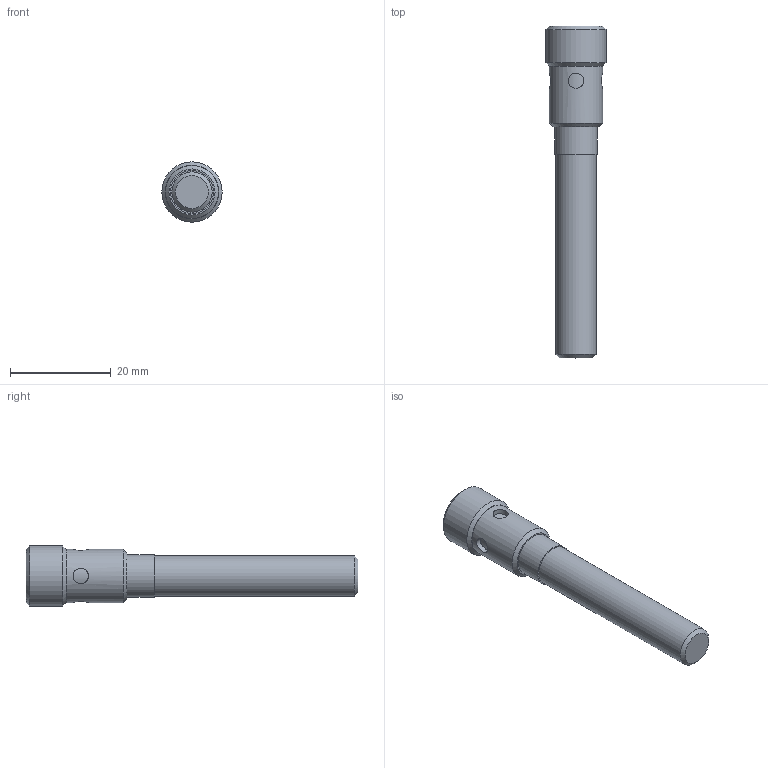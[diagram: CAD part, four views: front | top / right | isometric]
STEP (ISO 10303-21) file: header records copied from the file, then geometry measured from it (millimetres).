
FILE_DESCRIPTION (( 'STEP AP214' ), '1' );
FILE_NAME ('DW-AS-504-M8.STEP', '2018-04-12T15:09:15', ( '' ), ( '' ), 'SwSTEP 2.0', 'SolidWorks 2017', '' );
FILE_SCHEMA (( 'AUTOMOTIVE_DESIGN' ));
Length unit declared in the file: inch
Products named in the file (1): DW-AS-504-M8
Bounding box: 12 x 66 x 12 mm (x, y, z)
Volume: 3769.1 mm3; surface area: 2393.2 mm2
Topology: 1 solids, 1 shells, 35 faces, 59 edges, 37 vertices
Faces by surface type: cylinder 17, plane 10, cone 4, torus 4
Full cylindrical faces by diameter (mm): 1.001 x4, 3.048 x4, 8.001 x1, 8.499 x2, 10.551 x1, 11.999 x1
Entity records: 1118 total; most frequent: CARTESIAN_POINT 512, DIRECTION 124, EDGE_LOOP 68, ORIENTED_EDGE 68, AXIS2_PLACEMENT_3D 62, FACE_OUTER_BOUND 52, ADVANCED_FACE 35, EDGE_CURVE 34
